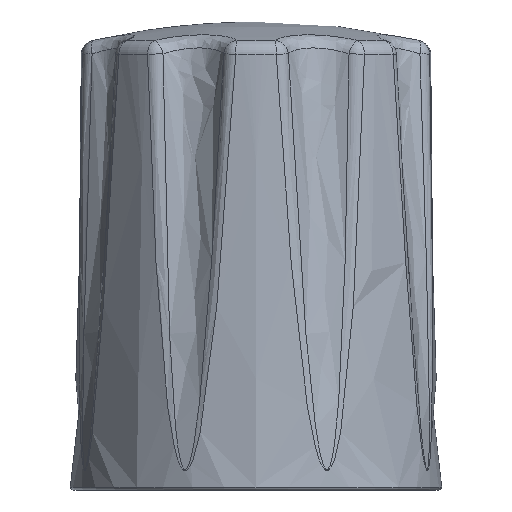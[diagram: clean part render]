
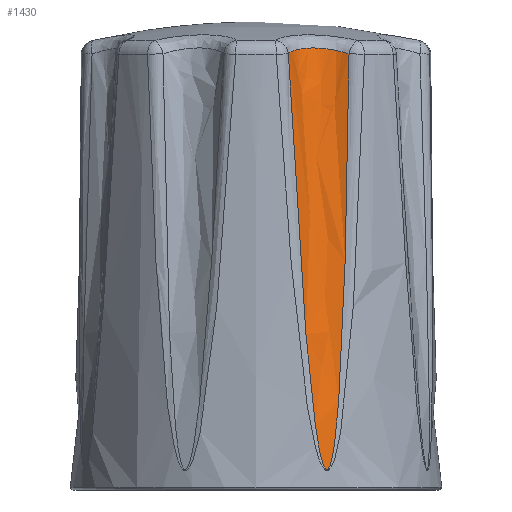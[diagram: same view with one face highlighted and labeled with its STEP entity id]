
A CAD part, left-side view. The second image highlights one B-rep face of the part: STEP entity #1430.
In plain terms, the highlighted free-form (B-spline) face has degree [3, 1] with [34, 2] control points.
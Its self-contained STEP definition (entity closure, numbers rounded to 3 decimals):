
#1287=CARTESIAN_POINT('',(-4.744,-3.18,27.91));
#1288=VERTEX_POINT('',#1287);
#1289=CARTESIAN_POINT('',(-5.604,-1.106,27.91));
#1290=VERTEX_POINT('',#1289);
#1291=CARTESIAN_POINT('',(-4.744,-3.18,27.91));
#1292=CARTESIAN_POINT('',(-4.706,-3.104,27.935));
#1293=CARTESIAN_POINT('',(-4.673,-3.023,27.959));
#1294=CARTESIAN_POINT('',(-4.6,-2.79,28.02));
#1295=CARTESIAN_POINT('',(-4.577,-2.628,28.052));
#1296=CARTESIAN_POINT('',(-4.584,-2.307,28.096));
#1297=CARTESIAN_POINT('',(-4.614,-2.146,28.11));
#1298=CARTESIAN_POINT('',(-4.706,-1.899,28.113));
#1299=CARTESIAN_POINT('',(-4.754,-1.804,28.111));
#1300=CARTESIAN_POINT('',(-4.903,-1.571,28.092));
#1301=CARTESIAN_POINT('',(-5.021,-1.443,28.068));
#1302=CARTESIAN_POINT('',(-5.292,-1.238,28.002));
#1303=CARTESIAN_POINT('',(-5.447,-1.157,27.959));
#1304=CARTESIAN_POINT('',(-5.604,-1.106,27.91));
#1305=B_SPLINE_CURVE_WITH_KNOTS('',3,(#1291,#1292,#1293,#1294,#1295,#1296,#1297,#1298,#1299,#1300,
    #1301,#1302,#1303,#1304),.UNSPECIFIED.,.F.,.U.,
 (4,2,2,2,2,2,4),(0.0,0.102,0.29,0.478,0.6,0.801,1.0),.UNSPECIFIED.);
#1306=EDGE_CURVE('n� 893',#1288,#1290,#1305,.T.);
#1307=ORIENTED_EDGE('',*,*,#1306,.T.);
#1308=CARTESIAN_POINT('',(-5.604,-1.106,27.91));
#1309=CARTESIAN_POINT('',(-5.605,-1.107,27.876));
#1310=CARTESIAN_POINT('',(-5.606,-1.109,27.842));
#1311=CARTESIAN_POINT('',(-5.653,-1.175,26.51));
#1312=CARTESIAN_POINT('',(-5.695,-1.244,25.214));
#1313=CARTESIAN_POINT('',(-5.776,-1.396,22.621));
#1314=CARTESIAN_POINT('',(-5.813,-1.478,21.325));
#1315=CARTESIAN_POINT('',(-5.87,-1.642,19.088));
#1316=CARTESIAN_POINT('',(-5.891,-1.717,18.146));
#1317=CARTESIAN_POINT('',(-5.916,-1.856,16.669));
#1318=CARTESIAN_POINT('',(-5.924,-1.911,16.132));
#1319=CARTESIAN_POINT('',(-5.928,-2.015,15.293));
#1320=CARTESIAN_POINT('',(-5.929,-2.057,14.99));
#1321=CARTESIAN_POINT('',(-5.922,-2.136,14.52));
#1322=CARTESIAN_POINT('',(-5.919,-2.167,14.351));
#1323=CARTESIAN_POINT('',(-5.908,-2.227,14.093));
#1324=CARTESIAN_POINT('',(-5.904,-2.251,14.001));
#1325=CARTESIAN_POINT('',(-5.892,-2.298,13.865));
#1326=CARTESIAN_POINT('',(-5.887,-2.317,13.817));
#1327=CARTESIAN_POINT('',(-5.876,-2.351,13.758));
#1328=CARTESIAN_POINT('',(-5.873,-2.362,13.742));
#1329=CARTESIAN_POINT('',(-5.865,-2.382,13.72));
#1330=CARTESIAN_POINT('',(-5.862,-2.391,13.712));
#1331=CARTESIAN_POINT('',(-5.856,-2.408,13.703));
#1332=CARTESIAN_POINT('',(-5.853,-2.416,13.701));
#1333=CARTESIAN_POINT('',(-5.846,-2.431,13.7));
#1334=CARTESIAN_POINT('',(-5.843,-2.439,13.702));
#1335=CARTESIAN_POINT('',(-5.836,-2.455,13.71));
#1336=CARTESIAN_POINT('',(-5.832,-2.464,13.717));
#1337=CARTESIAN_POINT('',(-5.821,-2.486,13.741));
#1338=CARTESIAN_POINT('',(-5.815,-2.498,13.76));
#1339=CARTESIAN_POINT('',(-5.792,-2.542,13.847));
#1340=CARTESIAN_POINT('',(-5.778,-2.564,13.927));
#1341=CARTESIAN_POINT('',(-5.736,-2.629,14.192));
#1342=CARTESIAN_POINT('',(-5.713,-2.658,14.387));
#1343=CARTESIAN_POINT('',(-5.669,-2.711,14.776));
#1344=CARTESIAN_POINT('',(-5.649,-2.733,14.972));
#1345=CARTESIAN_POINT('',(-5.592,-2.791,15.558));
#1346=CARTESIAN_POINT('',(-5.557,-2.821,15.951));
#1347=CARTESIAN_POINT('',(-5.491,-2.875,16.736));
#1348=CARTESIAN_POINT('',(-5.46,-2.898,17.129));
#1349=CARTESIAN_POINT('',(-5.368,-2.959,18.309));
#1350=CARTESIAN_POINT('',(-5.311,-2.991,19.098));
#1351=CARTESIAN_POINT('',(-5.145,-3.071,21.461));
#1352=CARTESIAN_POINT('',(-5.043,-3.107,23.038));
#1353=CARTESIAN_POINT('',(-4.876,-3.154,25.713));
#1354=CARTESIAN_POINT('',(-4.809,-3.169,26.811));
#1355=CARTESIAN_POINT('',(-4.744,-3.18,27.91));
#1356=B_SPLINE_CURVE_WITH_KNOTS('',3,(#1308,#1309,#1310,#1311,#1312,#1313,#1314,#1315,#1316,#1317,
    #1318,#1319,#1320,#1321,#1322,#1323,#1324,#1325,#1326,#1327,
    #1328,#1329,#1330,#1331,#1332,#1333,#1334,#1335,#1336,#1337,
    #1338,#1339,#1340,#1341,#1342,#1343,#1344,#1345,#1346,#1347,
    #1348,#1349,#1350,#1351,#1352,#1353,#1354,#1355),.UNSPECIFIED.,.F.,.U.,
 (4,2,2,2,2,2,2,2,2,2,2,2,2,2,2,2,2,2,2,2,
  2,2,2,4),
 (0.0,0.004,0.139,0.274,0.373,0.429,0.461,0.479,0.489,0.495,0.497,0.499,0.5,0.501,0.503,0.505,0.514,0.535,0.556,0.597,
  0.638,0.721,0.885,1.0),.UNSPECIFIED.);
#1357=EDGE_CURVE('n� 897',#1290,#1288,#1356,.T.);
#1358=ORIENTED_EDGE('',*,*,#1357,.T.);
#1359=EDGE_LOOP('',(#1307,#1358));
#1360=FACE_OUTER_BOUND('',#1359,.T.);
#1361=CARTESIAN_POINT('',(-8.272,-1.885,13.0));
#1362=CARTESIAN_POINT('',(-7.046,-1.407,29.0));
#1363=CARTESIAN_POINT('',(-8.366,-1.967,13.0));
#1364=CARTESIAN_POINT('',(-7.136,-1.494,29.0));
#1365=CARTESIAN_POINT('',(-8.463,-2.071,13.0));
#1366=CARTESIAN_POINT('',(-7.227,-1.603,29.0));
#1367=CARTESIAN_POINT('',(-8.637,-2.339,13.0));
#1368=CARTESIAN_POINT('',(-7.386,-1.88,29.0));
#1369=CARTESIAN_POINT('',(-8.714,-2.505,13.0));
#1370=CARTESIAN_POINT('',(-7.454,-2.05,29.0));
#1371=CARTESIAN_POINT('',(-8.799,-2.896,13.0));
#1372=CARTESIAN_POINT('',(-7.518,-2.445,29.0));
#1373=CARTESIAN_POINT('',(-8.806,-3.122,13.0));
#1374=CARTESIAN_POINT('',(-7.512,-2.671,29.0));
#1375=CARTESIAN_POINT('',(-8.702,-3.581,13.0));
#1376=CARTESIAN_POINT('',(-7.384,-3.123,29.0));
#1377=CARTESIAN_POINT('',(-8.59,-3.812,13.0));
#1378=CARTESIAN_POINT('',(-7.259,-3.348,29.0));
#1379=CARTESIAN_POINT('',(-8.263,-4.19,13.0));
#1380=CARTESIAN_POINT('',(-6.912,-3.708,29.0));
#1381=CARTESIAN_POINT('',(-8.051,-4.335,13.0));
#1382=CARTESIAN_POINT('',(-6.693,-3.841,29.0));
#1383=CARTESIAN_POINT('',(-7.612,-4.504,13.0));
#1384=CARTESIAN_POINT('',(-6.245,-3.987,29.0));
#1385=CARTESIAN_POINT('',(-7.387,-4.53,13.0));
#1386=CARTESIAN_POINT('',(-6.02,-4.001,29.0));
#1387=CARTESIAN_POINT('',(-6.988,-4.503,13.0));
#1388=CARTESIAN_POINT('',(-5.623,-3.952,29.0));
#1389=CARTESIAN_POINT('',(-6.813,-4.451,13.0));
#1390=CARTESIAN_POINT('',(-5.451,-3.89,29.0));
#1391=CARTESIAN_POINT('',(-6.522,-4.318,13.0));
#1392=CARTESIAN_POINT('',(-5.167,-3.742,29.0));
#1393=CARTESIAN_POINT('',(-6.405,-4.237,13.0));
#1394=CARTESIAN_POINT('',(-5.055,-3.655,29.0));
#1395=CARTESIAN_POINT('',(-6.216,-4.073,13.0));
#1396=CARTESIAN_POINT('',(-4.875,-3.481,29.0));
#1397=CARTESIAN_POINT('',(-6.119,-3.97,13.0));
#1398=CARTESIAN_POINT('',(-4.783,-3.372,29.0));
#1399=CARTESIAN_POINT('',(-5.945,-3.701,13.0));
#1400=CARTESIAN_POINT('',(-4.624,-3.095,29.0));
#1401=CARTESIAN_POINT('',(-5.868,-3.535,13.0));
#1402=CARTESIAN_POINT('',(-4.557,-2.925,29.0));
#1403=CARTESIAN_POINT('',(-5.783,-3.144,13.0));
#1404=CARTESIAN_POINT('',(-4.493,-2.53,29.0));
#1405=CARTESIAN_POINT('',(-5.776,-2.918,13.0));
#1406=CARTESIAN_POINT('',(-4.498,-2.304,29.0));
#1407=CARTESIAN_POINT('',(-5.88,-2.46,13.0));
#1408=CARTESIAN_POINT('',(-4.626,-1.851,29.0));
#1409=CARTESIAN_POINT('',(-5.993,-2.229,13.0));
#1410=CARTESIAN_POINT('',(-4.751,-1.627,29.0));
#1411=CARTESIAN_POINT('',(-6.319,-1.85,13.0));
#1412=CARTESIAN_POINT('',(-5.098,-1.267,29.0));
#1413=CARTESIAN_POINT('',(-6.532,-1.705,13.0));
#1414=CARTESIAN_POINT('',(-5.318,-1.134,29.0));
#1415=CARTESIAN_POINT('',(-6.971,-1.536,13.0));
#1416=CARTESIAN_POINT('',(-5.765,-0.988,29.0));
#1417=CARTESIAN_POINT('',(-7.195,-1.51,13.0));
#1418=CARTESIAN_POINT('',(-5.991,-0.974,29.0));
#1419=CARTESIAN_POINT('',(-7.594,-1.537,13.0));
#1420=CARTESIAN_POINT('',(-6.388,-1.023,29.0));
#1421=CARTESIAN_POINT('',(-7.769,-1.589,13.0));
#1422=CARTESIAN_POINT('',(-6.56,-1.085,29.0));
#1423=CARTESIAN_POINT('',(-8.06,-1.722,13.0));
#1424=CARTESIAN_POINT('',(-6.843,-1.233,29.0));
#1425=CARTESIAN_POINT('',(-8.177,-1.803,13.0));
#1426=CARTESIAN_POINT('',(-6.956,-1.32,29.0));
#1427=CARTESIAN_POINT('',(-8.272,-1.885,13.0));
#1428=CARTESIAN_POINT('',(-7.046,-1.407,29.0));
#1429=B_SPLINE_SURFACE_WITH_KNOTS('',3,1,((#1361,#1362),(#1363,#1364),(#1365,#1366),(#1367,#1368),(#1369,#1370),(#1371,#1372),(#1373,#1374),(#1375,#1376),(#1377,#1378),(#1379,#1380),(#1381,#1382),
    (#1383,#1384),(#1385,#1386),(#1387,#1388),(#1389,#1390),(#1391,#1392),(#1393,#1394),(#1395,#1396),(#1397,#1398),(#1399,#1400),(#1401,#1402),(#1403,#1404),(#1405,#1406),(#1407,#1408),(#1409,#1410),(#1411,#1412),(#1413,#1414),(#1415,#1416),(#1417,#1418),(#1419,#1420),
    (#1421,#1422),(#1423,#1424),(#1425,#1426),(#1427,#1428)),.UNSPECIFIED.,.T.,.F.,.U.,
 (4,2,2,2,2,2,2,2,2,2,2,2,2,2,2,2,4),(2,2),(0.0,0.063,0.125,0.188,0.25,0.313,0.375,0.438,0.5,0.563,
    0.625,0.688,0.75,0.813,0.875,0.938,1.0),(0.0,1.0),.UNSPECIFIED.);
#1430=ADVANCED_FACE('n� 357',(#1360),#1429,.F.);
